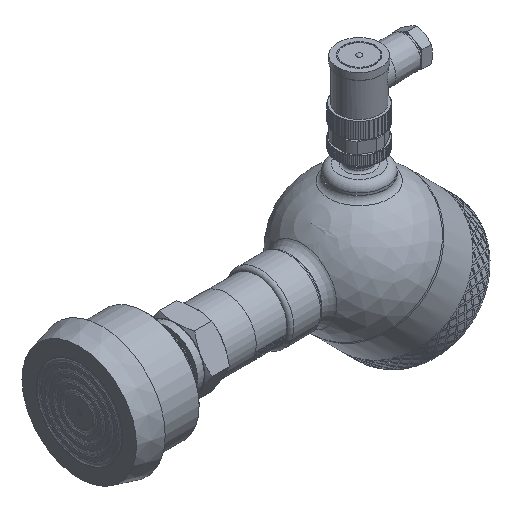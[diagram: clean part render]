
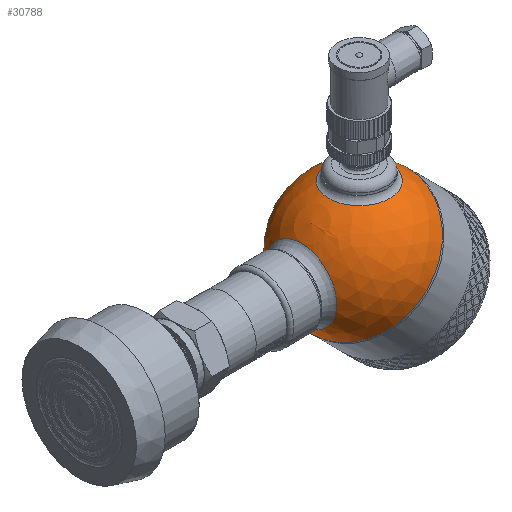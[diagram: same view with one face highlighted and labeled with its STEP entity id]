
A CAD part, isometric view. The second image highlights one B-rep face of the part: STEP entity #30788.
In plain terms, the highlighted spherical face has radius 30 mm.
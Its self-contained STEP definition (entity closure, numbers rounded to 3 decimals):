
#43=SPHERICAL_SURFACE('',#32202,30.);
#340=FACE_BOUND('',#5418,.T.);
#341=FACE_BOUND('',#5419,.T.);
#3300=FACE_OUTER_BOUND('',#5417,.T.);
#5417=EDGE_LOOP('',(#26989,#26990,#26991,#26992));
#5418=EDGE_LOOP('',(#26993));
#5419=EDGE_LOOP('',(#26994));
#6165=CIRCLE('',#32199,15.643);
#6168=CIRCLE('',#32203,30.);
#6169=CIRCLE('',#32204,30.);
#6170=CIRCLE('',#32205,30.);
#6171=CIRCLE('',#32206,13.5);
#14016=VERTEX_POINT('',#76615);
#14018=VERTEX_POINT('',#76621);
#14019=VERTEX_POINT('',#76622);
#14020=VERTEX_POINT('',#76624);
#14021=VERTEX_POINT('',#76627);
#18434=EDGE_CURVE('',#14016,#14016,#6165,.T.);
#18437=EDGE_CURVE('',#14018,#14019,#6168,.T.);
#18438=EDGE_CURVE('',#14018,#14020,#6169,.T.);
#18439=EDGE_CURVE('',#14019,#14018,#6170,.T.);
#18440=EDGE_CURVE('',#14021,#14021,#6171,.T.);
#26989=ORIENTED_EDGE('',*,*,#18437,.F.);
#26990=ORIENTED_EDGE('',*,*,#18438,.T.);
#26991=ORIENTED_EDGE('',*,*,#18438,.F.);
#26992=ORIENTED_EDGE('',*,*,#18439,.F.);
#26993=ORIENTED_EDGE('',*,*,#18434,.F.);
#26994=ORIENTED_EDGE('',*,*,#18440,.F.);
#30788=ADVANCED_FACE('',(#3300,#340,#341),#43,.T.);
#32199=AXIS2_PLACEMENT_3D('',#76616,#35763,#35764);
#32202=AXIS2_PLACEMENT_3D('',#76620,#35769,#35770);
#32203=AXIS2_PLACEMENT_3D('',#76623,#35771,#35772);
#32204=AXIS2_PLACEMENT_3D('',#76625,#35773,#35774);
#32205=AXIS2_PLACEMENT_3D('',#76626,#35775,#35776);
#32206=AXIS2_PLACEMENT_3D('',#76628,#35777,#35778);
#35763=DIRECTION('center_axis',(-0.707,0.,0.707));
#35764=DIRECTION('ref_axis',(0.707,0.,0.707));
#35769=DIRECTION('center_axis',(1.,0.,0.));
#35770=DIRECTION('ref_axis',(0.,-1.,0.));
#35771=DIRECTION('center_axis',(1.,0.,0.));
#35772=DIRECTION('ref_axis',(0.,1.,0.));
#35773=DIRECTION('center_axis',(0.,0.,1.));
#35774=DIRECTION('ref_axis',(0.,1.,0.));
#35775=DIRECTION('center_axis',(1.,0.,0.));
#35776=DIRECTION('ref_axis',(0.,1.,0.));
#35777=DIRECTION('center_axis',(-0.707,0.,-0.707));
#35778=DIRECTION('ref_axis',(-0.707,0.,0.707));
#76615=CARTESIAN_POINT('',(-29.162,0.,7.04));
#76616=CARTESIAN_POINT('Origin',(-18.101,0.,18.101));
#76620=CARTESIAN_POINT('Origin',(0.,0.,0.));
#76621=CARTESIAN_POINT('',(0.,30.,0.));
#76622=CARTESIAN_POINT('',(0.,-30.,0.));
#76623=CARTESIAN_POINT('Origin',(0.,0.,0.));
#76624=CARTESIAN_POINT('',(-30.,0.,0.));
#76625=CARTESIAN_POINT('Origin',(0.,0.,0.));
#76626=CARTESIAN_POINT('Origin',(0.,0.,0.));
#76627=CARTESIAN_POINT('',(-9.398,0.,-28.49));
#76628=CARTESIAN_POINT('Origin',(-18.944,0.,-18.944));
